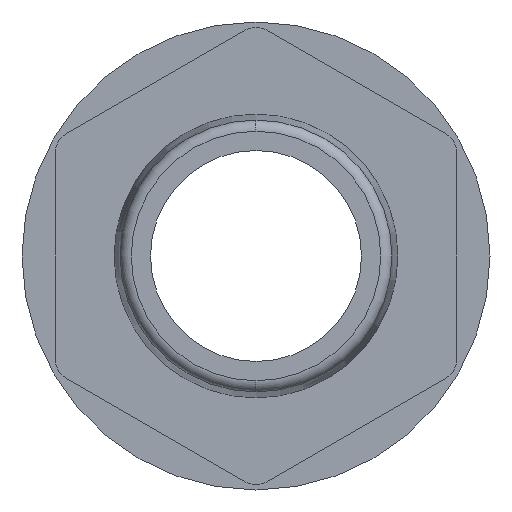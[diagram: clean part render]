
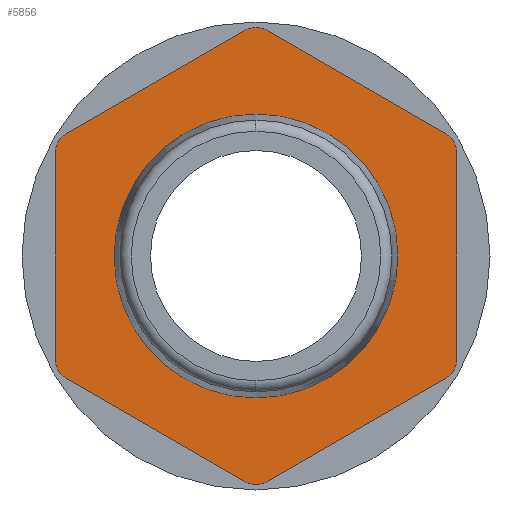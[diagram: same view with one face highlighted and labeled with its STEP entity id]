
A CAD part, left-side view. The second image highlights one B-rep face of the part: STEP entity #5856.
In plain terms, the highlighted planar face has unit normal (-1, 0, 0).
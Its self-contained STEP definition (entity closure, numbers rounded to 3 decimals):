
#20 = VERTEX_POINT ( 'NONE', #3910 ) ;
#21 = VERTEX_POINT ( 'NONE', #6008 ) ;
#22 = VERTEX_POINT ( 'NONE', #6009 ) ;
#25 = VERTEX_POINT ( 'NONE', #3803 ) ;
#26 = VERTEX_POINT ( 'NONE', #3806 ) ;
#33 = VERTEX_POINT ( 'NONE', #3813 ) ;
#35 = VERTEX_POINT ( 'NONE', #3815 ) ;
#1429 = ORIENTED_EDGE ( 'NONE', *, *, #3427, .F. ) ;
#1430 = ORIENTED_EDGE ( 'NONE', *, *, #3502, .F. ) ;
#1431 = ORIENTED_EDGE ( 'NONE', *, *, #3503, .T. ) ;
#1432 = ORIENTED_EDGE ( 'NONE', *, *, #3504, .T. ) ;
#1433 = ORIENTED_EDGE ( 'NONE', *, *, #3505, .T. ) ;
#1434 = ORIENTED_EDGE ( 'NONE', *, *, #3506, .T. ) ;
#1435 = ORIENTED_EDGE ( 'NONE', *, *, #3507, .T. ) ;
#1436 = ORIENTED_EDGE ( 'NONE', *, *, #3508, .T. ) ;
#1437 = ORIENTED_EDGE ( 'NONE', *, *, #3509, .T. ) ;
#1438 = ORIENTED_EDGE ( 'NONE', *, *, #3510, .T. ) ;
#1439 = ORIENTED_EDGE ( 'NONE', *, *, #3511, .T. ) ;
#1440 = ORIENTED_EDGE ( 'NONE', *, *, #3380, .T. ) ;
#1441 = ORIENTED_EDGE ( 'NONE', *, *, #3512, .T. ) ;
#1442 = ORIENTED_EDGE ( 'NONE', *, *, #3513, .T. ) ;
#1443 = ORIENTED_EDGE ( 'NONE', *, *, #3514, .T. ) ;
#3275 = CARTESIAN_POINT ( 'NONE',  ( -29.5, 0., 18.36 ) ) ;
#3276 = DIRECTION ( 'NONE',  ( -1., 0., 0. ) ) ;
#3277 = DIRECTION ( 'NONE',  ( 0., 0., -1. ) ) ;
#3380 = EDGE_CURVE ( 'NONE', #3842, #3833, #5936, .T. ) ;
#3427 = EDGE_CURVE ( 'NONE', #5631, #5619, #4280, .T. ) ;
#3502 = EDGE_CURVE ( 'NONE', #5619, #5631, #4337, .T. ) ;
#3503 = EDGE_CURVE ( 'NONE', #33, #26, #4933, .T. ) ;
#3504 = EDGE_CURVE ( 'NONE', #26, #21, #4339, .T. ) ;
#3505 = EDGE_CURVE ( 'NONE', #21, #22, #4959, .T. ) ;
#3506 = EDGE_CURVE ( 'NONE', #22, #20, #4342, .T. ) ;
#3507 = EDGE_CURVE ( 'NONE', #20, #5947, #4965, .T. ) ;
#3508 = EDGE_CURVE ( 'NONE', #5947, #5949, #4345, .T. ) ;
#3509 = EDGE_CURVE ( 'NONE', #5949, #5945, #4971, .T. ) ;
#3510 = EDGE_CURVE ( 'NONE', #5945, #5944, #4348, .T. ) ;
#3511 = EDGE_CURVE ( 'NONE', #5944, #3842, #4977, .T. ) ;
#3512 = EDGE_CURVE ( 'NONE', #3833, #25, #4351, .T. ) ;
#3513 = EDGE_CURVE ( 'NONE', #25, #35, #4983, .T. ) ;
#3514 = EDGE_CURVE ( 'NONE', #35, #33, #4354, .T. ) ;
#3803 = CARTESIAN_POINT ( 'NONE',  ( -29.5, 1., 20.092 ) ) ;
#3806 = CARTESIAN_POINT ( 'NONE',  ( -29.5, 17.9, -9.18 ) ) ;
#3813 = CARTESIAN_POINT ( 'NONE',  ( -29.5, 17.9, 9.18 ) ) ;
#3815 = CARTESIAN_POINT ( 'NONE',  ( -29.5, 16.9, 10.912 ) ) ;
#3833 = VERTEX_POINT ( 'NONE', #5083 ) ;
#3842 = VERTEX_POINT ( 'NONE', #5090 ) ;
#3891 = EDGE_LOOP ( 'NONE', ( #1431, #1432, #1433, #1434, #1435, #1436, #1437, #1438, #1439, #1440, #1441, #1442, #1443 ) ) ;
#3910 = CARTESIAN_POINT ( 'NONE',  ( -29.5, -1., -20.092 ) ) ;
#4143 = CARTESIAN_POINT ( 'NONE',  ( -29.5, 0., 0. ) ) ;
#4144 = DIRECTION ( 'NONE',  ( -1., 0., 0. ) ) ;
#4145 = DIRECTION ( 'NONE',  ( 0., 0., 1. ) ) ;
#4280 = CIRCLE ( 'NONE', #4285, 12.65 ) ;
#4285 = AXIS2_PLACEMENT_3D ( 'NONE', #4143, #4144, #4145 ) ;
#4334 = VECTOR ( 'NONE', #4964, 1000. ) ;
#4336 = AXIS2_PLACEMENT_3D ( 'NONE', #4961, #4962, #4963 ) ;
#4337 = CIRCLE ( 'NONE', #4336, 12.65 ) ;
#4339 = CIRCLE ( 'NONE', #4341, 2. ) ;
#4340 = VECTOR ( 'NONE', #4970, 1000. ) ;
#4341 = AXIS2_PLACEMENT_3D ( 'NONE', #4967, #4968, #4969 ) ;
#4342 = CIRCLE ( 'NONE', #4344, 2. ) ;
#4343 = VECTOR ( 'NONE', #4976, 1000. ) ;
#4344 = AXIS2_PLACEMENT_3D ( 'NONE', #4973, #4974, #4975 ) ;
#4345 = CIRCLE ( 'NONE', #4347, 2. ) ;
#4346 = VECTOR ( 'NONE', #4982, 1000. ) ;
#4347 = AXIS2_PLACEMENT_3D ( 'NONE', #4979, #4980, #4981 ) ;
#4348 = CIRCLE ( 'NONE', #4350, 2. ) ;
#4349 = VECTOR ( 'NONE', #4988, 1000. ) ;
#4350 = AXIS2_PLACEMENT_3D ( 'NONE', #4985, #4986, #4987 ) ;
#4351 = CIRCLE ( 'NONE', #4353, 2. ) ;
#4352 = VECTOR ( 'NONE', #4992, 1000. ) ;
#4353 = AXIS2_PLACEMENT_3D ( 'NONE', #4989, #4990, #4991 ) ;
#4354 = CIRCLE ( 'NONE', #4356, 2. ) ;
#4356 = AXIS2_PLACEMENT_3D ( 'NONE', #4993, #4994, #4995 ) ;
#4468 = AXIS2_PLACEMENT_3D ( 'NONE', #5300, #5307, #5308 ) ;
#4932 = CARTESIAN_POINT ( 'NONE',  ( -29.5, 17.9, 10.335 ) ) ;
#4933 = LINE ( 'NONE', #4932, #4334 ) ;
#4959 = LINE ( 'NONE', #4960, #4340 ) ;
#4960 = CARTESIAN_POINT ( 'NONE',  ( -29.5, 17.9, -10.335 ) ) ;
#4961 = CARTESIAN_POINT ( 'NONE',  ( -29.5, 0., 0. ) ) ;
#4962 = DIRECTION ( 'NONE',  ( -1., 0., 0. ) ) ;
#4963 = DIRECTION ( 'NONE',  ( 0., 0., 1. ) ) ;
#4964 = DIRECTION ( 'NONE',  ( 0., 0., -1. ) ) ;
#4965 = LINE ( 'NONE', #4966, #4343 ) ;
#4966 = CARTESIAN_POINT ( 'NONE',  ( -29.5, 0., -20.669 ) ) ;
#4967 = CARTESIAN_POINT ( 'NONE',  ( -29.5, 15.9, -9.18 ) ) ;
#4968 = DIRECTION ( 'NONE',  ( -1., 0., 0. ) ) ;
#4969 = DIRECTION ( 'NONE',  ( 0., 0., -1. ) ) ;
#4970 = DIRECTION ( 'NONE',  ( 0., -0.866, -0.5 ) ) ;
#4971 = LINE ( 'NONE', #4972, #4346 ) ;
#4972 = CARTESIAN_POINT ( 'NONE',  ( -29.5, -17.9, -10.335 ) ) ;
#4973 = CARTESIAN_POINT ( 'NONE',  ( -29.5, 0., -18.36 ) ) ;
#4974 = DIRECTION ( 'NONE',  ( -1., 0., 0. ) ) ;
#4975 = DIRECTION ( 'NONE',  ( 0., 0., -1. ) ) ;
#4976 = DIRECTION ( 'NONE',  ( 0., -0.866, 0.5 ) ) ;
#4977 = LINE ( 'NONE', #4978, #4349 ) ;
#4978 = CARTESIAN_POINT ( 'NONE',  ( -29.5, -17.9, 10.335 ) ) ;
#4979 = CARTESIAN_POINT ( 'NONE',  ( -29.5, -15.9, -9.18 ) ) ;
#4980 = DIRECTION ( 'NONE',  ( -1., 0., 0. ) ) ;
#4981 = DIRECTION ( 'NONE',  ( 0., 0., -1. ) ) ;
#4982 = DIRECTION ( 'NONE',  ( 0., 0., 1. ) ) ;
#4983 = LINE ( 'NONE', #4984, #4352 ) ;
#4984 = CARTESIAN_POINT ( 'NONE',  ( -29.5, 0., 20.669 ) ) ;
#4985 = CARTESIAN_POINT ( 'NONE',  ( -29.5, -15.9, 9.18 ) ) ;
#4986 = DIRECTION ( 'NONE',  ( -1., 0., 0. ) ) ;
#4987 = DIRECTION ( 'NONE',  ( 0., 0., -1. ) ) ;
#4988 = DIRECTION ( 'NONE',  ( 0., 0.866, 0.5 ) ) ;
#4989 = CARTESIAN_POINT ( 'NONE',  ( -29.5, 0., 18.36 ) ) ;
#4990 = DIRECTION ( 'NONE',  ( -1., 0., 0. ) ) ;
#4991 = DIRECTION ( 'NONE',  ( 0., 0., -1. ) ) ;
#4992 = DIRECTION ( 'NONE',  ( 0., 0.866, -0.5 ) ) ;
#4993 = CARTESIAN_POINT ( 'NONE',  ( -29.5, 15.9, 9.18 ) ) ;
#4994 = DIRECTION ( 'NONE',  ( -1., 0., 0. ) ) ;
#4995 = DIRECTION ( 'NONE',  ( 0., 0., -1. ) ) ;
#5083 = CARTESIAN_POINT ( 'NONE',  ( -29.5, 0., 20.36 ) ) ;
#5090 = CARTESIAN_POINT ( 'NONE',  ( -29.5, -1., 20.092 ) ) ;
#5133 = CARTESIAN_POINT ( 'NONE',  ( -29.5, 0., -12.65 ) ) ;
#5153 = CARTESIAN_POINT ( 'NONE',  ( -29.5, 0., 12.65 ) ) ;
#5296 = FACE_OUTER_BOUND ( 'NONE', #3891, .T. ) ;
#5300 = CARTESIAN_POINT ( 'NONE',  ( -29.5, 20.669, 0. ) ) ;
#5304 = FACE_BOUND ( 'NONE', #6004, .T. ) ;
#5305 = PLANE ( 'NONE',  #4468 ) ;
#5307 = DIRECTION ( 'NONE',  ( 1., 0., 0. ) ) ;
#5308 = DIRECTION ( 'NONE',  ( 0., 0., -1. ) ) ;
#5343 = CARTESIAN_POINT ( 'NONE',  ( -29.5, -16.9, 10.912 ) ) ;
#5344 = CARTESIAN_POINT ( 'NONE',  ( -29.5, -17.9, 9.18 ) ) ;
#5346 = CARTESIAN_POINT ( 'NONE',  ( -29.5, -16.9, -10.912 ) ) ;
#5348 = CARTESIAN_POINT ( 'NONE',  ( -29.5, -17.9, -9.18 ) ) ;
#5619 = VERTEX_POINT ( 'NONE', #5133 ) ;
#5631 = VERTEX_POINT ( 'NONE', #5153 ) ;
#5856 = ADVANCED_FACE ( 'NONE', ( #5304, #5296 ), #5305, .F. ) ;
#5880 = AXIS2_PLACEMENT_3D ( 'NONE', #3275, #3276, #3277 ) ;
#5936 = CIRCLE ( 'NONE', #5880, 2. ) ;
#5944 = VERTEX_POINT ( 'NONE', #5343 ) ;
#5945 = VERTEX_POINT ( 'NONE', #5344 ) ;
#5947 = VERTEX_POINT ( 'NONE', #5346 ) ;
#5949 = VERTEX_POINT ( 'NONE', #5348 ) ;
#6004 = EDGE_LOOP ( 'NONE', ( #1429, #1430 ) ) ;
#6008 = CARTESIAN_POINT ( 'NONE',  ( -29.5, 16.9, -10.912 ) ) ;
#6009 = CARTESIAN_POINT ( 'NONE',  ( -29.5, 1., -20.092 ) ) ;
